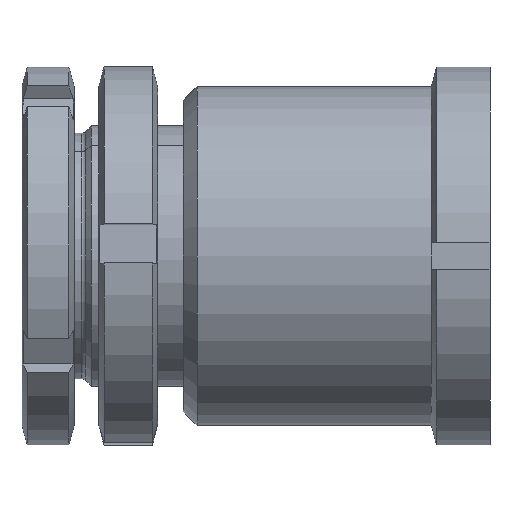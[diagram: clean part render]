
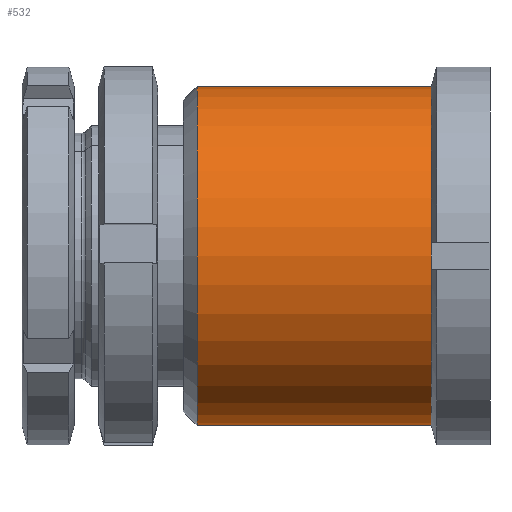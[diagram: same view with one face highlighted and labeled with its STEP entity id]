
A CAD part, left-side view. The second image highlights one B-rep face of the part: STEP entity #532.
In plain terms, the highlighted cylindrical face has radius 26 mm (diameter 52 mm), a partial arc.
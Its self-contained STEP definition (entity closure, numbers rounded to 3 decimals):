
#44 = CARTESIAN_POINT ( 'NONE',  ( 0., 10.447, -26. ) ) ;
#125 = LINE ( 'NONE', #1495, #3181 ) ;
#135 = VERTEX_POINT ( 'NONE', #1322 ) ;
#194 = EDGE_LOOP ( 'NONE', ( #3098, #1693, #2941, #2130, #359 ) ) ;
#293 = DIRECTION ( 'NONE',  ( 0., 1., 0. ) ) ;
#359 = ORIENTED_EDGE ( 'NONE', *, *, #1719, .T. ) ;
#532 = ADVANCED_FACE ( 'NONE', ( #3894 ), #685, .T. ) ;
#591 = CARTESIAN_POINT ( 'NONE',  ( 0., -2.1, 26. ) ) ;
#685 = CYLINDRICAL_SURFACE ( 'NONE', #2446, 26. ) ;
#919 = AXIS2_PLACEMENT_3D ( 'NONE', #3293, #1435, #1133 ) ;
#921 = VERTEX_POINT ( 'NONE', #1793 ) ;
#1133 = DIRECTION ( 'NONE',  ( 0., 0., 1. ) ) ;
#1322 = CARTESIAN_POINT ( 'NONE',  ( 0., -38., -26. ) ) ;
#1435 = DIRECTION ( 'NONE',  ( 0., 1., 0. ) ) ;
#1438 = VERTEX_POINT ( 'NONE', #2408 ) ;
#1495 = CARTESIAN_POINT ( 'NONE',  ( 0., 10.447, 26. ) ) ;
#1530 = EDGE_CURVE ( 'NONE', #135, #921, #3286, .T. ) ;
#1634 = DIRECTION ( 'NONE',  ( 0., 0., 1. ) ) ;
#1693 = ORIENTED_EDGE ( 'NONE', *, *, #1530, .T. ) ;
#1719 = EDGE_CURVE ( 'NONE', #3957, #3249, #1954, .T. ) ;
#1793 = CARTESIAN_POINT ( 'NONE',  ( -26., -38., 0. ) ) ;
#1828 = DIRECTION ( 'NONE',  ( 0., 1., 0. ) ) ;
#1920 = DIRECTION ( 'NONE',  ( 0., 1., 0. ) ) ;
#1953 = EDGE_CURVE ( 'NONE', #1438, #3957, #125, .T. ) ;
#1954 = CIRCLE ( 'NONE', #2061, 26. ) ;
#1990 = CIRCLE ( 'NONE', #919, 26. ) ;
#2061 = AXIS2_PLACEMENT_3D ( 'NONE', #2936, #3577, #3857 ) ;
#2130 = ORIENTED_EDGE ( 'NONE', *, *, #1953, .T. ) ;
#2408 = CARTESIAN_POINT ( 'NONE',  ( 0., -38., 26. ) ) ;
#2446 = AXIS2_PLACEMENT_3D ( 'NONE', #2530, #3755, #3492 ) ;
#2530 = CARTESIAN_POINT ( 'NONE',  ( 0., 10.447, 0. ) ) ;
#2620 = VECTOR ( 'NONE', #1828, 1000. ) ;
#2775 = AXIS2_PLACEMENT_3D ( 'NONE', #3808, #1920, #1634 ) ;
#2936 = CARTESIAN_POINT ( 'NONE',  ( 0., -2.1, 0. ) ) ;
#2941 = ORIENTED_EDGE ( 'NONE', *, *, #3818, .T. ) ;
#3098 = ORIENTED_EDGE ( 'NONE', *, *, #4000, .F. ) ;
#3181 = VECTOR ( 'NONE', #293, 1000. ) ;
#3249 = VERTEX_POINT ( 'NONE', #3304 ) ;
#3286 = CIRCLE ( 'NONE', #2775, 26. ) ;
#3293 = CARTESIAN_POINT ( 'NONE',  ( 0., -38., 0. ) ) ;
#3304 = CARTESIAN_POINT ( 'NONE',  ( 0., -2.1, -26. ) ) ;
#3455 = LINE ( 'NONE', #44, #2620 ) ;
#3492 = DIRECTION ( 'NONE',  ( 0., 0., 1. ) ) ;
#3577 = DIRECTION ( 'NONE',  ( 0., -1., 0. ) ) ;
#3755 = DIRECTION ( 'NONE',  ( 0., 1., 0. ) ) ;
#3808 = CARTESIAN_POINT ( 'NONE',  ( 0., -38., 0. ) ) ;
#3818 = EDGE_CURVE ( 'NONE', #921, #1438, #1990, .T. ) ;
#3857 = DIRECTION ( 'NONE',  ( 0., 0., -1. ) ) ;
#3894 = FACE_OUTER_BOUND ( 'NONE', #194, .T. ) ;
#3957 = VERTEX_POINT ( 'NONE', #591 ) ;
#4000 = EDGE_CURVE ( 'NONE', #135, #3249, #3455, .T. ) ;
